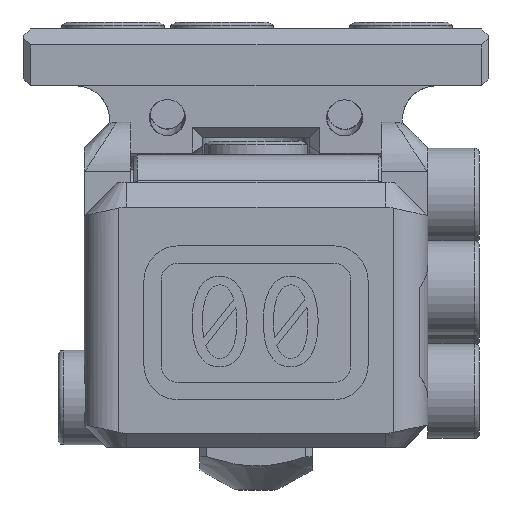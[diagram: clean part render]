
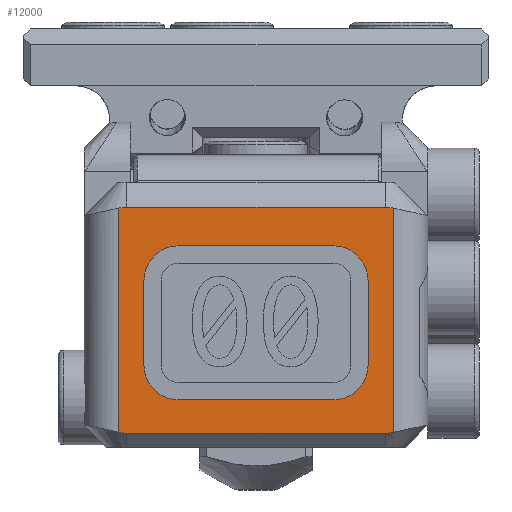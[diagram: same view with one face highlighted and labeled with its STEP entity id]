
A CAD part, front view. The second image highlights one B-rep face of the part: STEP entity #12000.
In plain terms, the highlighted face is planar.
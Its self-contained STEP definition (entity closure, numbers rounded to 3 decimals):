
#81=B_SPLINE_CURVE_WITH_KNOTS('',3,(#17416,#17417,#17418,#17419),
 .UNSPECIFIED.,.F.,.F.,(4,4),(0.,0.),
 .UNSPECIFIED.);
#82=B_SPLINE_CURVE_WITH_KNOTS('',3,(#17431,#17432,#17433,#17434),
 .UNSPECIFIED.,.F.,.F.,(4,4),(0.,0.),
 .UNSPECIFIED.);
#154=B_SPLINE_CURVE_WITH_KNOTS('',3,(#18018,#18019,#18020,#18021),
 .UNSPECIFIED.,.F.,.F.,(4,4),(0.,0.),
 .UNSPECIFIED.);
#155=B_SPLINE_CURVE_WITH_KNOTS('',3,(#18025,#18026,#18027,#18028),
 .UNSPECIFIED.,.F.,.F.,(4,4),(0.,0.),
 .UNSPECIFIED.);
#616=CIRCLE('',#12866,2.);
#618=CIRCLE('',#12870,2.);
#620=CIRCLE('',#12874,2.);
#622=CIRCLE('',#12878,2.);
#1568=ORIENTED_EDGE('',*,*,#4888,.T.);
#1569=ORIENTED_EDGE('',*,*,#4751,.T.);
#1570=ORIENTED_EDGE('',*,*,#4748,.T.);
#1571=ORIENTED_EDGE('',*,*,#4745,.F.);
#1572=ORIENTED_EDGE('',*,*,#4889,.T.);
#1573=ORIENTED_EDGE('',*,*,#4890,.T.);
#1574=ORIENTED_EDGE('',*,*,#4891,.T.);
#1575=ORIENTED_EDGE('',*,*,#4892,.F.);
#1576=ORIENTED_EDGE('',*,*,#4864,.T.);
#1577=ORIENTED_EDGE('',*,*,#4886,.F.);
#1578=ORIENTED_EDGE('',*,*,#4883,.T.);
#1579=ORIENTED_EDGE('',*,*,#4880,.F.);
#1580=ORIENTED_EDGE('',*,*,#4877,.F.);
#1581=ORIENTED_EDGE('',*,*,#4874,.F.);
#1582=ORIENTED_EDGE('',*,*,#4871,.F.);
#1583=ORIENTED_EDGE('',*,*,#4868,.F.);
#4745=EDGE_CURVE('',#6477,#6475,#81,.T.);
#4748=EDGE_CURVE('',#6478,#6475,#7589,.T.);
#4751=EDGE_CURVE('',#6482,#6478,#82,.T.);
#4864=EDGE_CURVE('',#6565,#6566,#7628,.T.);
#4868=EDGE_CURVE('',#6565,#6569,#616,.T.);
#4871=EDGE_CURVE('',#6569,#6571,#7633,.T.);
#4874=EDGE_CURVE('',#6571,#6573,#618,.T.);
#4877=EDGE_CURVE('',#6573,#6575,#7637,.T.);
#4880=EDGE_CURVE('',#6575,#6577,#620,.T.);
#4883=EDGE_CURVE('',#6579,#6577,#7641,.T.);
#4886=EDGE_CURVE('',#6579,#6566,#622,.T.);
#4888=EDGE_CURVE('',#6581,#6482,#7644,.T.);
#4889=EDGE_CURVE('',#6477,#6582,#7645,.T.);
#4890=EDGE_CURVE('',#6582,#6583,#154,.T.);
#4891=EDGE_CURVE('',#6583,#6584,#7646,.T.);
#4892=EDGE_CURVE('',#6581,#6584,#155,.T.);
#6475=VERTEX_POINT('',#17407);
#6477=VERTEX_POINT('',#17415);
#6478=VERTEX_POINT('',#17422);
#6482=VERTEX_POINT('',#17435);
#6565=VERTEX_POINT('',#17967);
#6566=VERTEX_POINT('',#17968);
#6569=VERTEX_POINT('',#17976);
#6571=VERTEX_POINT('',#17982);
#6573=VERTEX_POINT('',#17988);
#6575=VERTEX_POINT('',#17994);
#6577=VERTEX_POINT('',#18000);
#6579=VERTEX_POINT('',#18006);
#6581=VERTEX_POINT('',#18015);
#6582=VERTEX_POINT('',#18017);
#6583=VERTEX_POINT('',#18022);
#6584=VERTEX_POINT('',#18024);
#7589=LINE('',#17425,#8756);
#7628=LINE('',#17966,#8795);
#7633=LINE('',#17981,#8800);
#7637=LINE('',#17993,#8804);
#7641=LINE('',#18005,#8808);
#7644=LINE('',#18014,#8811);
#7645=LINE('',#18016,#8812);
#7646=LINE('',#18023,#8813);
#8756=VECTOR('',#14157,1000.);
#8795=VECTOR('',#14236,1000.);
#8800=VECTOR('',#14249,1000.);
#8804=VECTOR('',#14261,1000.);
#8808=VECTOR('',#14273,1000.);
#8811=VECTOR('',#14284,1000.);
#8812=VECTOR('',#14285,1000.);
#8813=VECTOR('',#14286,1000.);
#9993=EDGE_LOOP('',(#1568,#1569,#1570,#1571,#1572,#1573,#1574,#1575));
#9994=EDGE_LOOP('',(#1576,#1577,#1578,#1579,#1580,#1581,#1582,#1583));
#10810=FACE_BOUND('',#9993,.T.);
#10811=FACE_BOUND('',#9994,.T.);
#11525=PLANE('',#12880);
#12000=ADVANCED_FACE('',(#10810,#10811),#11525,.F.);
#12866=AXIS2_PLACEMENT_3D('',#17975,#14242,#14243);
#12870=AXIS2_PLACEMENT_3D('',#17987,#14254,#14255);
#12874=AXIS2_PLACEMENT_3D('',#17999,#14266,#14267);
#12878=AXIS2_PLACEMENT_3D('',#18011,#14278,#14279);
#12880=AXIS2_PLACEMENT_3D('',#18013,#14282,#14283);
#14157=DIRECTION('',(1.,0.,0.));
#14236=DIRECTION('',(-1.,0.,0.));
#14242=DIRECTION('',(0.,1.,0.));
#14243=DIRECTION('',(-1.,0.,0.));
#14249=DIRECTION('',(0.,0.,-1.));
#14254=DIRECTION('',(0.,1.,0.));
#14255=DIRECTION('',(-1.,0.,0.));
#14261=DIRECTION('',(-1.,0.,0.));
#14266=DIRECTION('',(0.,1.,0.));
#14267=DIRECTION('',(-1.,0.,0.));
#14273=DIRECTION('',(0.,0.,-1.));
#14278=DIRECTION('',(0.,1.,0.));
#14279=DIRECTION('',(-1.,0.,0.));
#14282=DIRECTION('',(0.,-1.,0.));
#14283=DIRECTION('',(1.,0.,0.));
#14284=DIRECTION('',(0.,0.,1.));
#14285=DIRECTION('',(0.,0.,-1.));
#14286=DIRECTION('',(-1.,0.,0.));
#17407=CARTESIAN_POINT('',(7.416,7.844,13.956));
#17415=CARTESIAN_POINT('',(7.899,7.844,13.899));
#17416=CARTESIAN_POINT('',(7.899,7.844,13.899));
#17417=CARTESIAN_POINT('',(7.74,7.844,13.936));
#17418=CARTESIAN_POINT('',(7.579,7.844,13.956));
#17419=CARTESIAN_POINT('',(7.416,7.844,13.956));
#17422=CARTESIAN_POINT('',(-7.618,7.844,13.956));
#17425=CARTESIAN_POINT('',(7.416,7.844,13.956));
#17431=CARTESIAN_POINT('',(-8.101,7.844,13.899));
#17432=CARTESIAN_POINT('',(-7.943,7.844,13.936));
#17433=CARTESIAN_POINT('',(-7.782,7.844,13.956));
#17434=CARTESIAN_POINT('',(-7.618,7.844,13.956));
#17435=CARTESIAN_POINT('',(-8.101,7.844,13.899));
#17966=CARTESIAN_POINT('',(-0.101,7.844,11.706));
#17967=CARTESIAN_POINT('',(4.416,7.844,11.706));
#17968=CARTESIAN_POINT('',(-4.618,7.844,11.706));
#17975=CARTESIAN_POINT('',(4.416,7.844,9.706));
#17976=CARTESIAN_POINT('',(6.416,7.844,9.706));
#17981=CARTESIAN_POINT('',(6.416,7.844,7.228));
#17982=CARTESIAN_POINT('',(6.416,7.844,4.75));
#17987=CARTESIAN_POINT('',(4.416,7.844,4.75));
#17988=CARTESIAN_POINT('',(4.416,7.844,2.75));
#17993=CARTESIAN_POINT('',(-0.101,7.844,2.75));
#17994=CARTESIAN_POINT('',(-4.618,7.844,2.75));
#17999=CARTESIAN_POINT('',(-4.618,7.844,4.75));
#18000=CARTESIAN_POINT('',(-6.618,7.844,4.75));
#18005=CARTESIAN_POINT('',(-6.618,7.844,7.228));
#18006=CARTESIAN_POINT('',(-6.618,7.844,9.706));
#18011=CARTESIAN_POINT('',(-4.618,7.844,9.706));
#18013=CARTESIAN_POINT('',(-0.129,7.844,5.846));
#18014=CARTESIAN_POINT('',(-8.101,7.844,14.956));
#18015=CARTESIAN_POINT('',(-8.101,7.844,0.857));
#18016=CARTESIAN_POINT('',(7.899,7.844,0.));
#18017=CARTESIAN_POINT('',(7.899,7.844,0.857));
#18018=CARTESIAN_POINT('',(7.899,7.844,0.857));
#18019=CARTESIAN_POINT('',(7.74,7.844,0.82));
#18020=CARTESIAN_POINT('',(7.579,7.844,0.8));
#18021=CARTESIAN_POINT('',(7.416,7.844,0.8));
#18022=CARTESIAN_POINT('',(7.416,7.844,0.8));
#18023=CARTESIAN_POINT('',(-7.618,7.844,0.8));
#18024=CARTESIAN_POINT('',(-7.618,7.844,0.8));
#18025=CARTESIAN_POINT('',(-8.101,7.844,0.857));
#18026=CARTESIAN_POINT('',(-7.943,7.844,0.82));
#18027=CARTESIAN_POINT('',(-7.782,7.844,0.8));
#18028=CARTESIAN_POINT('',(-7.618,7.844,0.8));
